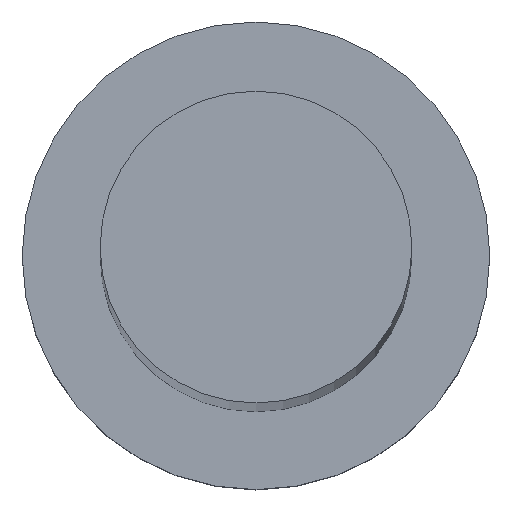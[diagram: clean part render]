
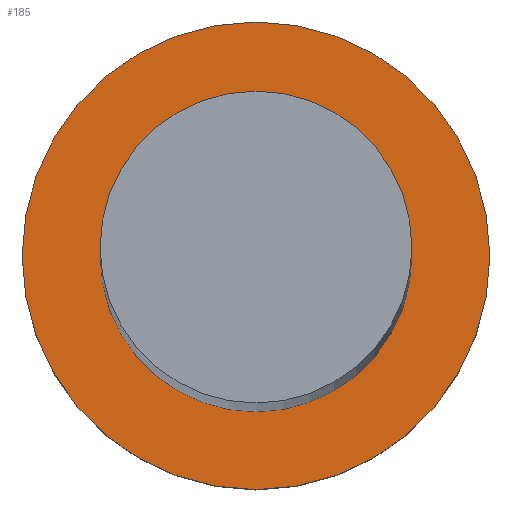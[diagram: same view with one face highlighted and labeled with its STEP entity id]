
A CAD part, top view. The second image highlights one B-rep face of the part: STEP entity #185.
In plain terms, the highlighted planar face has unit normal (0, 0, 1).
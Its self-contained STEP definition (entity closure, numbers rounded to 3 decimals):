
#2 = ORIENTED_EDGE ( 'NONE', *, *, #55, .T. ) ;
#16 = DIRECTION ( 'NONE',  ( 1., 0., 0. ) ) ;
#22 = DIRECTION ( 'NONE',  ( 1., 0., 0. ) ) ;
#26 = DIRECTION ( 'NONE',  ( 0., 0., 1. ) ) ;
#35 = DIRECTION ( 'NONE',  ( 0., 0., 1. ) ) ;
#40 = AXIS2_PLACEMENT_3D ( 'NONE', #215, #35, #16 ) ;
#51 = DIRECTION ( 'NONE',  ( 1., 0., 0. ) ) ;
#55 = EDGE_CURVE ( 'NONE', #86, #84, #121, .T. ) ;
#63 = DIRECTION ( 'NONE',  ( 0., 0., 1. ) ) ;
#64 = CARTESIAN_POINT ( 'NONE',  ( 0., 0., 7. ) ) ;
#71 = CARTESIAN_POINT ( 'NONE',  ( 0., 0., 7. ) ) ;
#74 = CIRCLE ( 'NONE', #112, 6. ) ;
#81 = EDGE_CURVE ( 'NONE', #84, #86, #124, .T. ) ;
#84 = VERTEX_POINT ( 'NONE', #246 ) ;
#85 = FACE_BOUND ( 'NONE', #161, .T. ) ;
#86 = VERTEX_POINT ( 'NONE', #91 ) ;
#87 = EDGE_CURVE ( 'NONE', #228, #195, #74, .T. ) ;
#90 = PLANE ( 'NONE',  #110 ) ;
#91 = CARTESIAN_POINT ( 'NONE',  ( -9., 0., 7. ) ) ;
#110 = AXIS2_PLACEMENT_3D ( 'NONE', #160, #63, #111 ) ;
#111 = DIRECTION ( 'NONE',  ( 1., 0., 0. ) ) ;
#112 = AXIS2_PLACEMENT_3D ( 'NONE', #247, #151, #250 ) ;
#121 = CIRCLE ( 'NONE', #201, 9. ) ;
#124 = CIRCLE ( 'NONE', #181, 9. ) ;
#131 = CARTESIAN_POINT ( 'NONE',  ( 6., 0., 7. ) ) ;
#133 = FACE_OUTER_BOUND ( 'NONE', #180, .T. ) ;
#135 = ORIENTED_EDGE ( 'NONE', *, *, #87, .F. ) ;
#151 = DIRECTION ( 'NONE',  ( 0., 0., 1. ) ) ;
#154 = EDGE_CURVE ( 'NONE', #195, #228, #220, .T. ) ;
#160 = CARTESIAN_POINT ( 'NONE',  ( 0., 0., 7. ) ) ;
#161 = EDGE_LOOP ( 'NONE', ( #253, #135 ) ) ;
#167 = DIRECTION ( 'NONE',  ( 0., 0., 1. ) ) ;
#172 = ORIENTED_EDGE ( 'NONE', *, *, #81, .T. ) ;
#180 = EDGE_LOOP ( 'NONE', ( #2, #172 ) ) ;
#181 = AXIS2_PLACEMENT_3D ( 'NONE', #71, #167, #51 ) ;
#185 = ADVANCED_FACE ( 'NONE', ( #85, #133 ), #90, .T. ) ;
#195 = VERTEX_POINT ( 'NONE', #211 ) ;
#201 = AXIS2_PLACEMENT_3D ( 'NONE', #64, #26, #22 ) ;
#211 = CARTESIAN_POINT ( 'NONE',  ( -6., 0., 7. ) ) ;
#215 = CARTESIAN_POINT ( 'NONE',  ( 0., 0., 7. ) ) ;
#220 = CIRCLE ( 'NONE', #40, 6. ) ;
#228 = VERTEX_POINT ( 'NONE', #131 ) ;
#246 = CARTESIAN_POINT ( 'NONE',  ( 9., 0., 7. ) ) ;
#247 = CARTESIAN_POINT ( 'NONE',  ( 0., 0., 7. ) ) ;
#250 = DIRECTION ( 'NONE',  ( 1., 0., 0. ) ) ;
#253 = ORIENTED_EDGE ( 'NONE', *, *, #154, .F. ) ;
